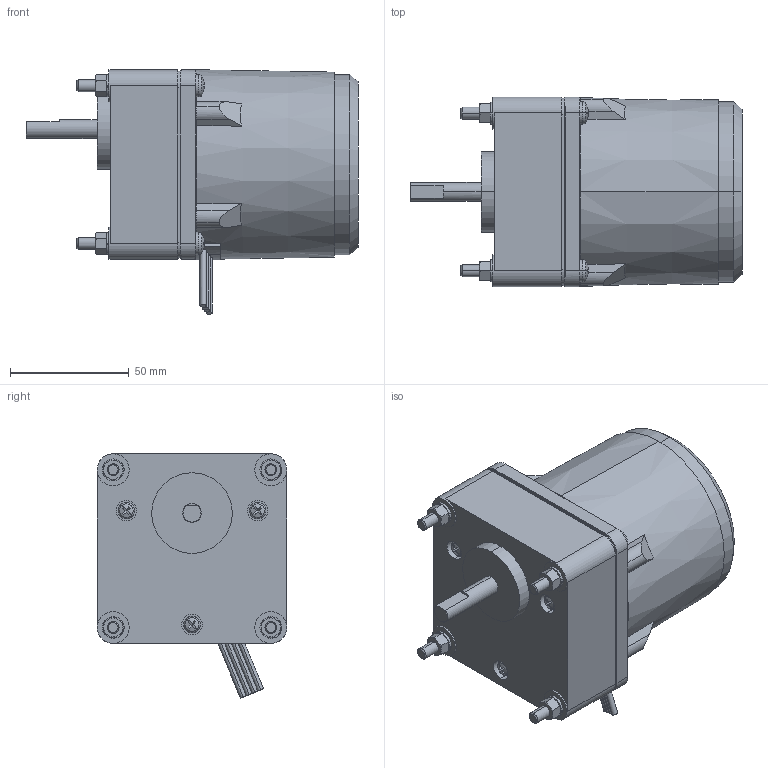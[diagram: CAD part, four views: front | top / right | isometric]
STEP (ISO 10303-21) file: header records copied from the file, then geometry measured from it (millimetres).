
FILE_DESCRIPTION(('starvars output'),'2;1');
FILE_NAME('8ap3-180.stp','11:27:02 2014/09/12',( 'Thomas Industrial Network Germany GmbH'),( 'Thomas Industrial Network Germany GmbH'),'unknown preprocess','ACIS' ,'unknown authorization');
FILE_SCHEMA(('AUTOMOTIVE_DESIGN_CC2 {UNKNOWN IMPLEMENTATION LEVEL}'));
Length unit declared in the file: millimetre
Products named in the file (1): PRODUCT_ID_34
Bounding box: 140 x 80 x 103.08 mm (x, y, z)
Volume: 571442.7 mm3; surface area: 45905.2 mm2
Topology: 1 solids, 5 shells, 439 faces, 1063 edges, 659 vertices
Faces by surface type: plane 202, cylinder 117, cone 92, bspline 14, torus 14
Entity records: 14919 total; most frequent: CARTESIAN_POINT 2861, ORIENTED_EDGE 2126, DIRECTION 1335, EDGE_CURVE 1063, VERTEX_POINT 659, EDGE_LOOP 480, FACE_BOUND 480, AXIS2_PLACEMENT_3D 458
